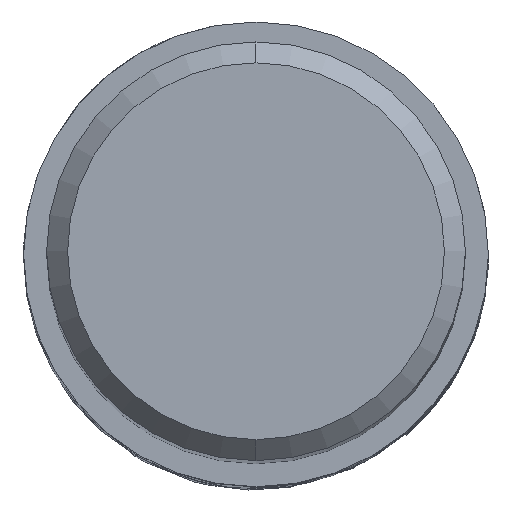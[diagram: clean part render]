
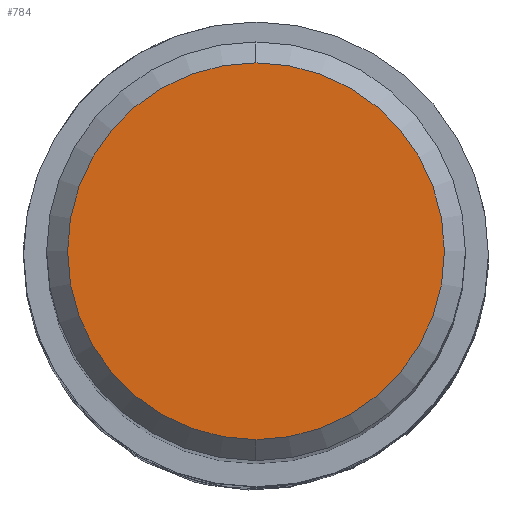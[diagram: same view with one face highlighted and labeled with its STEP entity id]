
A CAD part, top view. The second image highlights one B-rep face of the part: STEP entity #784.
In plain terms, the highlighted planar face has unit normal (0, 0, 1).
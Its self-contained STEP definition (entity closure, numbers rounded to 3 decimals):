
#560=EDGE_CURVE('',#662,#564,#1117,.T.);
#564=VERTEX_POINT('',#1121);
#662=VERTEX_POINT('',#1231);
#748=EDGE_CURVE('',#564,#662,#1325,.T.);
#784=ADVANCED_FACE('',(#1365),#1366,.T.);
#1117=CIRCLE('',#3393,4.5);
#1121=CARTESIAN_POINT('',(0.,-4.5,0.0));
#1231=CARTESIAN_POINT('',(0.0,4.5,0.0));
#1325=CIRCLE('',#4814,4.5);
#1365=FACE_OUTER_BOUND('',#4979,.T.);
#1366=PLANE('',#4980);
#3393=AXIS2_PLACEMENT_3D('',#5330,#5331,#5332);
#4814=AXIS2_PLACEMENT_3D('',#5578,#5579,#5580);
#4979=EDGE_LOOP('',(#5634,#5635));
#4980=AXIS2_PLACEMENT_3D('',#5636,#5637,#5638);
#5330=CARTESIAN_POINT('',(0.0,0.0,0.0));
#5331=DIRECTION('',(0.0,0.0,-1.0));
#5332=DIRECTION('',(0.0,1.0,0.0));
#5578=CARTESIAN_POINT('',(0.0,0.0,0.0));
#5579=DIRECTION('',(0.0,0.0,-1.0));
#5580=DIRECTION('',(0.0,1.0,0.0));
#5634=ORIENTED_EDGE('',*,*,#560,.F.);
#5635=ORIENTED_EDGE('',*,*,#748,.F.);
#5636=CARTESIAN_POINT('',(0.0,2.25,0.0));
#5637=DIRECTION('',(-0.0,0.0,1.0));
#5638=DIRECTION('',(0.0,-1.0,0.0));
